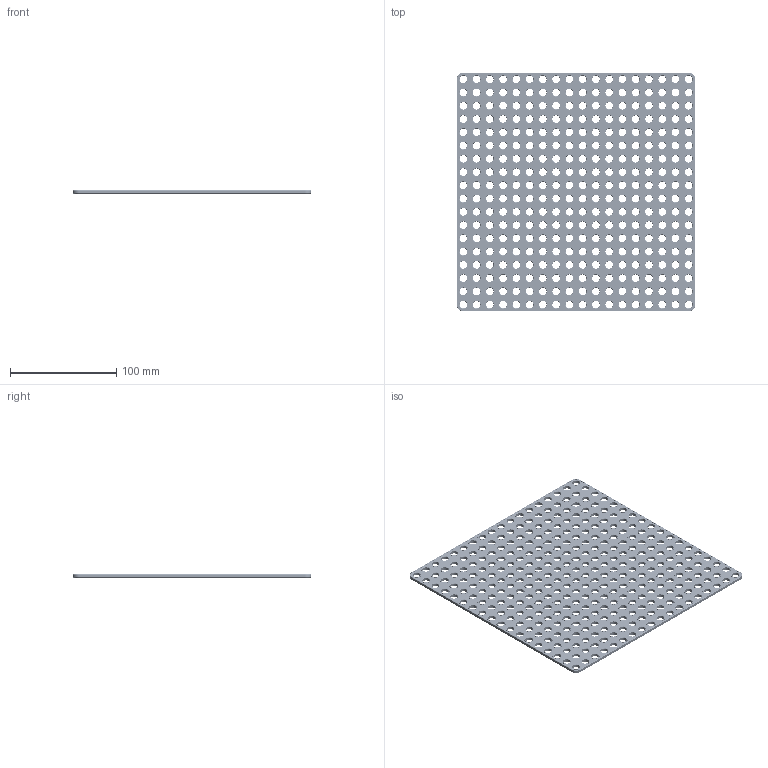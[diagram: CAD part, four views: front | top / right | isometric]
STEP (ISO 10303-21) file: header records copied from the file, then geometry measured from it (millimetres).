
FILE_DESCRIPTION(('FreeCAD Model'),'2;1');
FILE_NAME('Open CASCADE Shape Model','2024-01-31T15:17:59',(''),(''), 'Open CASCADE STEP processor 7.6','FreeCAD','Unknown');
FILE_SCHEMA(('AUTOMOTIVE_DESIGN { 1 0 10303 214 1 1 1 1 }'));
Products named in the file (1): Plate SQR CRNR BU18x00.25 - SPN-PLT-0053 (stemfie.org)
Bounding box: 225 x 225 x 3.12 mm (x, y, z)
Volume: 112777.4 mm3; surface area: 100599.1 mm2
Topology: 1 solids, 1 shells, 2129 faces, 4649 edges, 2878 vertices
Faces by surface type: cylinder 656, cone 656, plane 647, extrusion 170
Full cylindrical faces by diameter (mm): 7 x324, 9.2 x324
Entity records: 122595 total; most frequent: CARTESIAN_POINT 26512, DIRECTION 17961, VECTOR 9441, ORIENTED_EDGE 9298, PCURVE 9298, DEFINITIONAL_REPRESENTATION 9298, LINE 9271, EDGE_CURVE 4649
